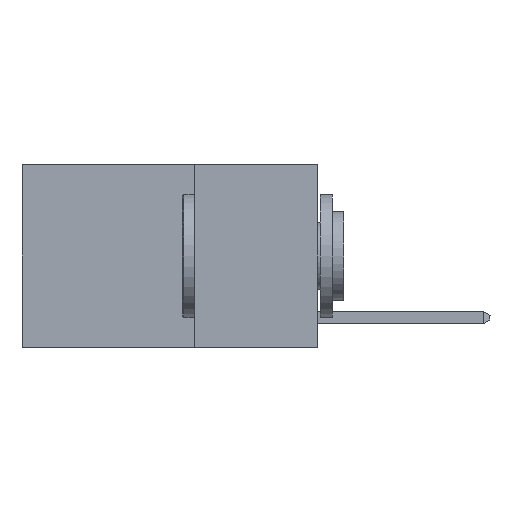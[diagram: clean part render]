
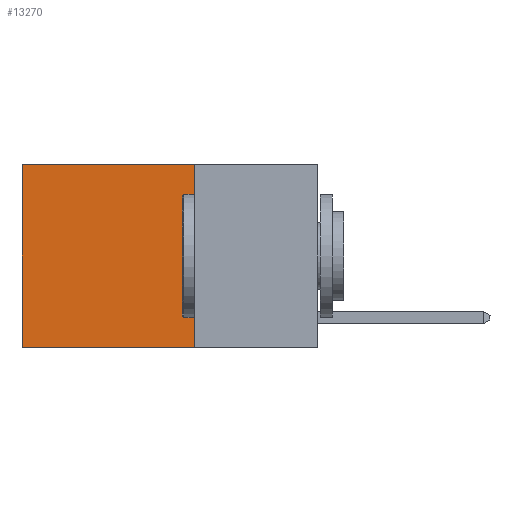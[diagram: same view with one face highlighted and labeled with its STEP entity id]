
A CAD part, left-side view. The second image highlights one B-rep face of the part: STEP entity #13270.
In plain terms, the highlighted planar face has unit normal (-1, 0, 0).
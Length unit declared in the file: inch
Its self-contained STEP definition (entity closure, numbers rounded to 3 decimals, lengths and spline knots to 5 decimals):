
#589 = VERTEX_POINT ( 'NONE', #6534 ) ;
#636 = VERTEX_POINT ( 'NONE', #12264 ) ;
#1026 = DIRECTION ( 'NONE',  ( 1., 0., 0. ) ) ;
#2207 = CARTESIAN_POINT ( 'NONE',  ( 0.2625, 0.6, -0.37 ) ) ;
#2607 = ORIENTED_EDGE ( 'NONE', *, *, #3201, .F. ) ;
#3201 = EDGE_CURVE ( 'NONE', #589, #4492, #8757, .T. ) ;
#3636 = VERTEX_POINT ( 'NONE', #2207 ) ;
#3647 = LINE ( 'NONE', #7159, #12259 ) ;
#4492 = VERTEX_POINT ( 'NONE', #12021 ) ;
#4672 = VECTOR ( 'NONE', #13188, 39.37008 ) ;
#4836 = DIRECTION ( 'NONE',  ( 0., 1., 0. ) ) ;
#4996 = ORIENTED_EDGE ( 'NONE', *, *, #7544, .T. ) ;
#5374 = FACE_OUTER_BOUND ( 'NONE', #9896, .T. ) ;
#5716 = EDGE_CURVE ( 'NONE', #4492, #3636, #7050, .T. ) ;
#5802 = PLANE ( 'NONE',  #9698 ) ;
#6078 = CARTESIAN_POINT ( 'NONE',  ( 0.2625, 0.25, -0.37 ) ) ;
#6460 = EDGE_CURVE ( 'NONE', #589, #636, #3647, .T. ) ;
#6534 = CARTESIAN_POINT ( 'NONE',  ( 0.2625, 0.25, 0. ) ) ;
#7050 = LINE ( 'NONE', #6078, #11540 ) ;
#7159 = CARTESIAN_POINT ( 'NONE',  ( 0.2625, 0.25, 0. ) ) ;
#7544 = EDGE_CURVE ( 'NONE', #636, #3636, #9477, .T. ) ;
#7594 = CARTESIAN_POINT ( 'NONE',  ( 0.2625, 0.25, 0. ) ) ;
#8387 = DIRECTION ( 'NONE',  ( 0., 1., 0. ) ) ;
#8544 = ORIENTED_EDGE ( 'NONE', *, *, #5716, .F. ) ;
#8757 = LINE ( 'NONE', #12197, #4672 ) ;
#9450 = ORIENTED_EDGE ( 'NONE', *, *, #6460, .T. ) ;
#9477 = LINE ( 'NONE', #10644, #13819 ) ;
#9698 = AXIS2_PLACEMENT_3D ( 'NONE', #7594, #1026, #12075 ) ;
#9896 = EDGE_LOOP ( 'NONE', ( #4996, #8544, #2607, #9450 ) ) ;
#10644 = CARTESIAN_POINT ( 'NONE',  ( 0.2625, 0.6, 0. ) ) ;
#11540 = VECTOR ( 'NONE', #4836, 39.37008 ) ;
#11730 = DIRECTION ( 'NONE',  ( 0., 0., -1. ) ) ;
#12021 = CARTESIAN_POINT ( 'NONE',  ( 0.2625, 0.25, -0.37 ) ) ;
#12075 = DIRECTION ( 'NONE',  ( 0., 0., -1. ) ) ;
#12197 = CARTESIAN_POINT ( 'NONE',  ( 0.2625, 0.25, 0. ) ) ;
#12259 = VECTOR ( 'NONE', #8387, 39.37008 ) ;
#12264 = CARTESIAN_POINT ( 'NONE',  ( 0.2625, 0.6, 0. ) ) ;
#13188 = DIRECTION ( 'NONE',  ( 0., 0., -1. ) ) ;
#13270 = ADVANCED_FACE ( 'NONE', ( #5374 ), #5802, .F. ) ;
#13819 = VECTOR ( 'NONE', #11730, 39.37008 ) ;
